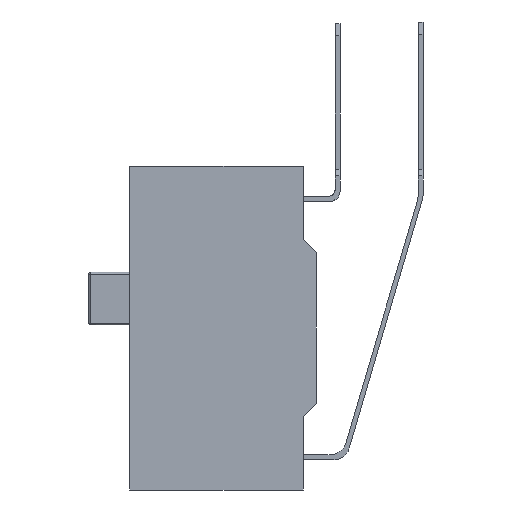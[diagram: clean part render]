
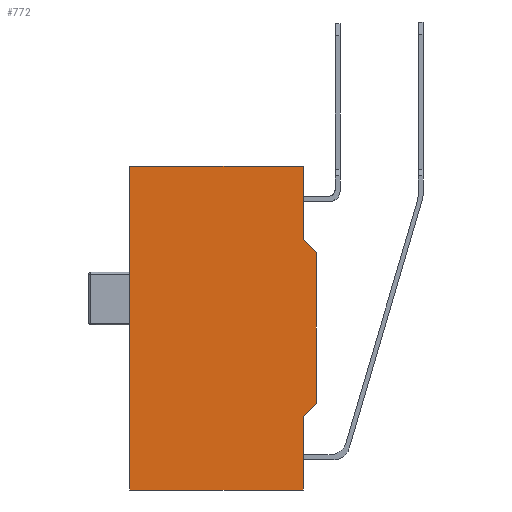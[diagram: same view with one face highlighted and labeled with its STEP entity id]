
A CAD part, left-side view. The second image highlights one B-rep face of the part: STEP entity #772.
In plain terms, the highlighted free-form (B-spline) face has degree [1, 1] with [2, 2] control points.
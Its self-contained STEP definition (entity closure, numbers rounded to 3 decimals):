
#75 = VERTEX_POINT('',#76);
#76 = CARTESIAN_POINT('',(-2.074,2.719,
    0.));
#81 = EDGE_CURVE('',#75,#82,#84,.T.);
#82 = VERTEX_POINT('',#83);
#83 = CARTESIAN_POINT('',(-2.074,2.719,-2.637)
  );
#84 = B_SPLINE_CURVE_WITH_KNOTS('',1,(#85,#86),.UNSPECIFIED.,.F.,.F.,(2,
    2),(0.,2.25),.PIECEWISE_BEZIER_KNOTS.);
#85 = CARTESIAN_POINT('',(-2.074,2.719,
    0.));
#86 = CARTESIAN_POINT('',(-2.074,2.719,-2.637)
  );
#103 = VERTEX_POINT('',#104);
#104 = CARTESIAN_POINT('',(-2.074,2.719,-8.966
    ));
#109 = EDGE_CURVE('',#103,#110,#112,.T.);
#110 = VERTEX_POINT('',#111);
#111 = CARTESIAN_POINT('',(-2.074,2.719,-11.603
    ));
#112 = B_SPLINE_CURVE_WITH_KNOTS('',1,(#113,#114),.UNSPECIFIED.,.F.,.F.,
  (2,2),(7.65,9.9),.PIECEWISE_BEZIER_KNOTS.);
#113 = CARTESIAN_POINT('',(-2.074,2.719,-8.966
    ));
#114 = CARTESIAN_POINT('',(-2.074,2.719,-11.603
    ));
#324 = VERTEX_POINT('',#325);
#325 = CARTESIAN_POINT('',(-2.074,8.93,-11.603
    ));
#330 = EDGE_CURVE('',#324,#331,#333,.T.);
#331 = VERTEX_POINT('',#332);
#332 = CARTESIAN_POINT('',(-2.074,8.93,
    0.));
#333 = B_SPLINE_CURVE_WITH_KNOTS('',1,(#334,#335),.UNSPECIFIED.,.F.,.F.,
  (2,2),(0.,9.9),.PIECEWISE_BEZIER_KNOTS.);
#334 = CARTESIAN_POINT('',(-2.074,8.93,-11.603
    ));
#335 = CARTESIAN_POINT('',(-2.074,8.93,0.));
#761 = EDGE_CURVE('',#324,#110,#762,.T.);
#762 = B_SPLINE_CURVE_WITH_KNOTS('',1,(#763,#764),.UNSPECIFIED.,.F.,.F.,
  (2,2),(-0.,5.3),.PIECEWISE_BEZIER_KNOTS.);
#763 = CARTESIAN_POINT('',(-2.074,8.93,-11.603
    ));
#764 = CARTESIAN_POINT('',(-2.074,2.719,-11.603
    ));
#772 = ADVANCED_FACE('',(#773),#803,.F.);
#773 = FACE_BOUND('',#774,.T.);
#774 = EDGE_LOOP('',(#775,#776,#783,#790,#795,#796,#801,#802));
#775 = ORIENTED_EDGE('',*,*,#109,.F.);
#776 = ORIENTED_EDGE('',*,*,#777,.T.);
#777 = EDGE_CURVE('',#103,#778,#780,.T.);
#778 = VERTEX_POINT('',#779);
#779 = CARTESIAN_POINT('',(-2.074,2.25,-8.497
    ));
#780 = B_SPLINE_CURVE_WITH_KNOTS('',1,(#781,#782),.UNSPECIFIED.,.F.,.F.,
  (2,2),(-0.566,0.),.PIECEWISE_BEZIER_KNOTS.);
#781 = CARTESIAN_POINT('',(-2.074,2.719,-8.966
    ));
#782 = CARTESIAN_POINT('',(-2.074,2.25,-8.497
    ));
#783 = ORIENTED_EDGE('',*,*,#784,.F.);
#784 = EDGE_CURVE('',#785,#778,#787,.T.);
#785 = VERTEX_POINT('',#786);
#786 = CARTESIAN_POINT('',(-2.074,2.25,-3.106
    ));
#787 = B_SPLINE_CURVE_WITH_KNOTS('',1,(#788,#789),.UNSPECIFIED.,.F.,.F.,
  (2,2),(-5.,-0.4),.PIECEWISE_BEZIER_KNOTS.);
#788 = CARTESIAN_POINT('',(-2.074,2.25,-3.106
    ));
#789 = CARTESIAN_POINT('',(-2.074,2.25,-8.497
    ));
#790 = ORIENTED_EDGE('',*,*,#791,.T.);
#791 = EDGE_CURVE('',#785,#82,#792,.T.);
#792 = B_SPLINE_CURVE_WITH_KNOTS('',1,(#793,#794),.UNSPECIFIED.,.F.,.F.,
  (2,2),(0.,0.566),.PIECEWISE_BEZIER_KNOTS.);
#793 = CARTESIAN_POINT('',(-2.074,2.25,-3.106
    ));
#794 = CARTESIAN_POINT('',(-2.074,2.719,-2.637
    ));
#795 = ORIENTED_EDGE('',*,*,#81,.F.);
#796 = ORIENTED_EDGE('',*,*,#797,.F.);
#797 = EDGE_CURVE('',#331,#75,#798,.T.);
#798 = B_SPLINE_CURVE_WITH_KNOTS('',1,(#799,#800),.UNSPECIFIED.,.F.,.F.,
  (2,2),(-0.,5.3),.PIECEWISE_BEZIER_KNOTS.);
#799 = CARTESIAN_POINT('',(-2.074,8.93,
    0.));
#800 = CARTESIAN_POINT('',(-2.074,2.719,
    0.));
#801 = ORIENTED_EDGE('',*,*,#330,.F.);
#802 = ORIENTED_EDGE('',*,*,#761,.T.);
#803 = B_SPLINE_SURFACE_WITH_KNOTS('',1,1,(
    (#804,#805)
    ,(#806,#807
    )),.UNSPECIFIED.,.F.,.F.,.F.,(2,2),(2,2),(-9.9,0.),(-5.7,0.),
  .PIECEWISE_BEZIER_KNOTS.);
#804 = CARTESIAN_POINT('',(-2.074,2.25,0.));
#805 = CARTESIAN_POINT('',(-2.074,8.93,0.));
#806 = CARTESIAN_POINT('',(-2.074,2.25,-11.603
    ));
#807 = CARTESIAN_POINT('',(-2.074,8.93,-11.603
    ));
